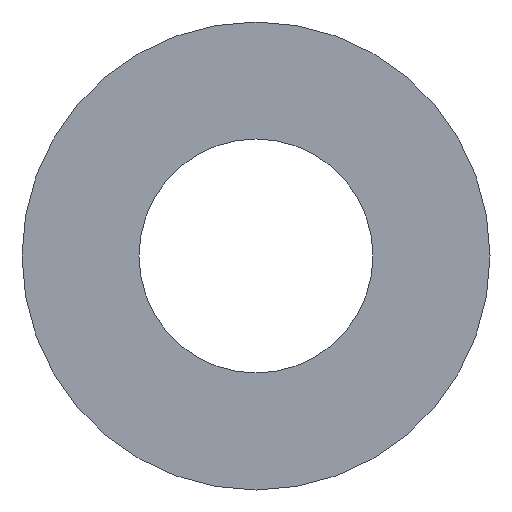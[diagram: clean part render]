
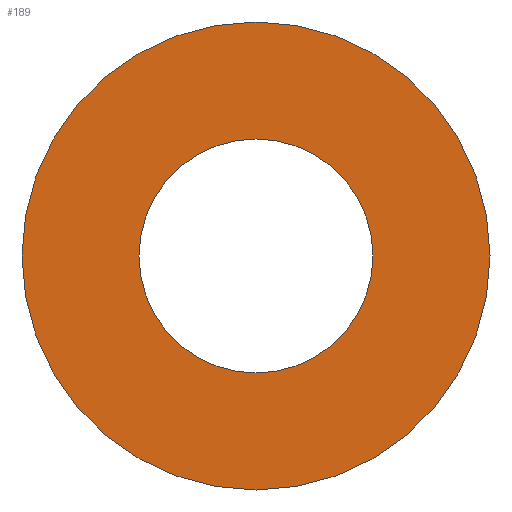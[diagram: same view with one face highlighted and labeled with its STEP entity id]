
A CAD part, front view. The second image highlights one B-rep face of the part: STEP entity #189.
In plain terms, the highlighted planar face has unit normal (0, -1, 0).
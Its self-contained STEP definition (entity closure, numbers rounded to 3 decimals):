
#7 = VERTEX_POINT ( 'NONE', #28 ) ;
#8 = DIRECTION ( 'NONE',  ( 0., 1., 0. ) ) ;
#9 = CIRCLE ( 'NONE', #129, 1.5 ) ;
#14 = DIRECTION ( 'NONE',  ( 0., 0., 1. ) ) ;
#17 = CARTESIAN_POINT ( 'NONE',  ( 0., 0., 0. ) ) ;
#20 = ORIENTED_EDGE ( 'NONE', *, *, #110, .T. ) ;
#28 = CARTESIAN_POINT ( 'NONE',  ( 0., 0., -3. ) ) ;
#29 = CIRCLE ( 'NONE', #162, 3. ) ;
#32 = DIRECTION ( 'NONE',  ( 0., 0., 1. ) ) ;
#39 = VERTEX_POINT ( 'NONE', #168 ) ;
#40 = CARTESIAN_POINT ( 'NONE',  ( 0., 0., 0. ) ) ;
#47 = CIRCLE ( 'NONE', #171, 1.5 ) ;
#50 = EDGE_LOOP ( 'NONE', ( #167, #20 ) ) ;
#53 = FACE_OUTER_BOUND ( 'NONE', #98, .T. ) ;
#56 = EDGE_CURVE ( 'NONE', #7, #175, #77, .T. ) ;
#67 = DIRECTION ( 'NONE',  ( 0., 0., 1. ) ) ;
#68 = ORIENTED_EDGE ( 'NONE', *, *, #183, .F. ) ;
#77 = CIRCLE ( 'NONE', #159, 3. ) ;
#94 = DIRECTION ( 'NONE',  ( 0., 1., 0. ) ) ;
#97 = DIRECTION ( 'NONE',  ( 0., 1., 0. ) ) ;
#98 = EDGE_LOOP ( 'NONE', ( #193, #68 ) ) ;
#100 = CARTESIAN_POINT ( 'NONE',  ( 0., 0., 0. ) ) ;
#110 = EDGE_CURVE ( 'NONE', #39, #140, #9, .T. ) ;
#111 = DIRECTION ( 'NONE',  ( 0., 1., 0. ) ) ;
#117 = FACE_BOUND ( 'NONE', #50, .T. ) ;
#129 = AXIS2_PLACEMENT_3D ( 'NONE', #142, #111, #132 ) ;
#131 = EDGE_CURVE ( 'NONE', #140, #39, #47, .T. ) ;
#132 = DIRECTION ( 'NONE',  ( 0., 0., 1. ) ) ;
#140 = VERTEX_POINT ( 'NONE', #161 ) ;
#142 = CARTESIAN_POINT ( 'NONE',  ( 0., 0., 0. ) ) ;
#145 = CARTESIAN_POINT ( 'NONE',  ( 0., 0., 0. ) ) ;
#148 = CARTESIAN_POINT ( 'NONE',  ( 0., 0., 3. ) ) ;
#155 = DIRECTION ( 'NONE',  ( 0., 0., 1. ) ) ;
#158 = DIRECTION ( 'NONE',  ( 0., 1., 0. ) ) ;
#159 = AXIS2_PLACEMENT_3D ( 'NONE', #17, #97, #14 ) ;
#161 = CARTESIAN_POINT ( 'NONE',  ( 0., 0., -1.5 ) ) ;
#162 = AXIS2_PLACEMENT_3D ( 'NONE', #40, #8, #67 ) ;
#166 = AXIS2_PLACEMENT_3D ( 'NONE', #100, #94, #155 ) ;
#167 = ORIENTED_EDGE ( 'NONE', *, *, #131, .T. ) ;
#168 = CARTESIAN_POINT ( 'NONE',  ( 0., 0., 1.5 ) ) ;
#171 = AXIS2_PLACEMENT_3D ( 'NONE', #145, #158, #32 ) ;
#175 = VERTEX_POINT ( 'NONE', #148 ) ;
#176 = PLANE ( 'NONE',  #166 ) ;
#183 = EDGE_CURVE ( 'NONE', #175, #7, #29, .T. ) ;
#189 = ADVANCED_FACE ( 'NONE', ( #53, #117 ), #176, .F. ) ;
#193 = ORIENTED_EDGE ( 'NONE', *, *, #56, .F. ) ;
